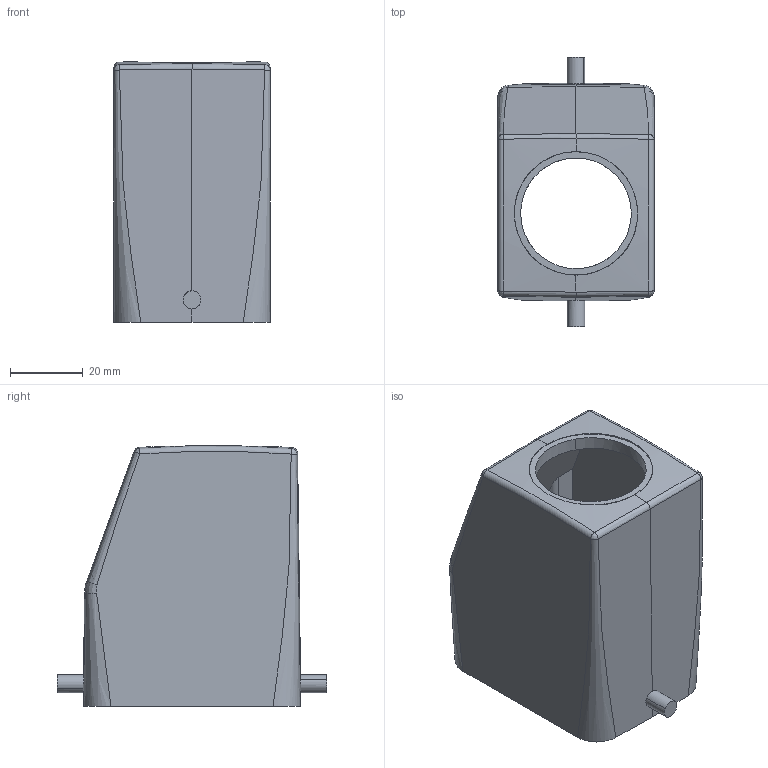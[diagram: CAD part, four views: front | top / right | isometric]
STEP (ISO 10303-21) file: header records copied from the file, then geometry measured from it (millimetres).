
FILE_DESCRIPTION(('CATIA V5 STEP','CAx-IF Rec.Pracs.--- Model Styling and Organization---1.2---2011-12-15'),'2;1');
FILE_NAME ('13262970_2', '2018-07-09T13:53:27+00:00', ('none'), ('Weidmueller'), 'CATIA Version 5-6 Release 2014 SP4 HF52', 'CATIA V5 STEP AP214', 'none');
FILE_SCHEMA(('AUTOMOTIVE_DESIGN { 1 0 10303 214 1 1 1 1 }'));
Length unit declared in the file: millimetre
Products named in the file (1): 2543970000
Bounding box: 43 x 74.2 x 71.78 mm (x, y, z)
Volume: 56015.2 mm3; surface area: 28529.7 mm2
Topology: 1 solids, 1 shells, 125 faces, 313 edges, 188 vertices
Faces by surface type: cone 44, plane 38, cylinder 25, bspline 16, torus 2
Entity records: 5164 total; most frequent: CARTESIAN_POINT 2583, ORIENTED_EDGE 610, DIRECTION 369, EDGE_CURVE 305, VERTEX_POINT 188, AXIS2_PLACEMENT_3D 154, VECTOR 142, LINE 142
